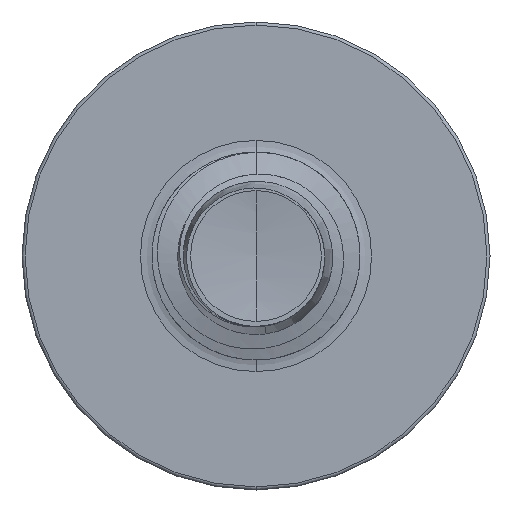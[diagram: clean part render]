
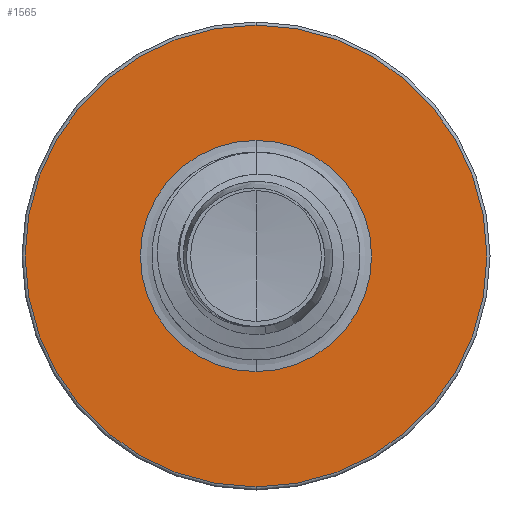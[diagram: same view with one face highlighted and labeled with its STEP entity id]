
A CAD part, front view. The second image highlights one B-rep face of the part: STEP entity #1565.
In plain terms, the highlighted planar face has unit normal (0, -1, 0).
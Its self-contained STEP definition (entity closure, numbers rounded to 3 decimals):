
#208 = CARTESIAN_POINT ( 'NONE',  ( 0., 2.25, -1.112 ) ) ;
#1087 = VERTEX_POINT ( 'NONE', #208 ) ;
#1161 = AXIS2_PLACEMENT_3D ( 'NONE', #4605, #4389, #4386 ) ;
#1565 = ADVANCED_FACE ( 'NONE', ( #8781, #6281 ), #4447, .F. ) ;
#3013 = CIRCLE ( 'NONE', #9418, 1.112 ) ;
#3168 = DIRECTION ( 'NONE',  ( 0., 0., 1. ) ) ;
#3173 = DIRECTION ( 'NONE',  ( 0., 1., 0. ) ) ;
#3194 = CARTESIAN_POINT ( 'NONE',  ( 0., 2.25, 0. ) ) ;
#3625 = EDGE_LOOP ( 'NONE', ( #5113, #8515 ) ) ;
#3992 = EDGE_CURVE ( 'NONE', #11393, #11233, #5633, .T. ) ;
#4172 = CARTESIAN_POINT ( 'NONE',  ( 0., 2.25, -2.22 ) ) ;
#4185 = DIRECTION ( 'NONE',  ( 0., 0., 1. ) ) ;
#4198 = DIRECTION ( 'NONE',  ( 0., 1., 0. ) ) ;
#4226 = CARTESIAN_POINT ( 'NONE',  ( 0., 2.25, 0. ) ) ;
#4386 = DIRECTION ( 'NONE',  ( 0., 0., 1. ) ) ;
#4389 = DIRECTION ( 'NONE',  ( 0., 1., 0. ) ) ;
#4447 = PLANE ( 'NONE',  #1161 ) ;
#4605 = CARTESIAN_POINT ( 'NONE',  ( 0., 2.25, -1.112 ) ) ;
#5113 = ORIENTED_EDGE ( 'NONE', *, *, #11797, .F. ) ;
#5430 = EDGE_CURVE ( 'NONE', #1087, #8625, #3013, .T. ) ;
#5633 = CIRCLE ( 'NONE', #12054, 2.22 ) ;
#6281 = FACE_BOUND ( 'NONE', #11224, .T. ) ;
#6814 = EDGE_CURVE ( 'NONE', #8625, #1087, #8408, .T. ) ;
#6858 = CARTESIAN_POINT ( 'NONE',  ( 0., 2.25, 2.22 ) ) ;
#6999 = DIRECTION ( 'NONE',  ( 0., 0., 1. ) ) ;
#7017 = DIRECTION ( 'NONE',  ( 0., 1., 0. ) ) ;
#7024 = CARTESIAN_POINT ( 'NONE',  ( 0., 2.25, 0. ) ) ;
#7360 = CARTESIAN_POINT ( 'NONE',  ( 0., 2.25, 1.112 ) ) ;
#7578 = AXIS2_PLACEMENT_3D ( 'NONE', #4226, #4198, #4185 ) ;
#8132 = AXIS2_PLACEMENT_3D ( 'NONE', #10721, #10706, #10700 ) ;
#8408 = CIRCLE ( 'NONE', #7578, 1.112 ) ;
#8515 = ORIENTED_EDGE ( 'NONE', *, *, #3992, .F. ) ;
#8625 = VERTEX_POINT ( 'NONE', #7360 ) ;
#8781 = FACE_OUTER_BOUND ( 'NONE', #3625, .T. ) ;
#9418 = AXIS2_PLACEMENT_3D ( 'NONE', #7024, #7017, #6999 ) ;
#10700 = DIRECTION ( 'NONE',  ( 0., 0., 1. ) ) ;
#10706 = DIRECTION ( 'NONE',  ( 0., 1., 0. ) ) ;
#10721 = CARTESIAN_POINT ( 'NONE',  ( 0., 2.25, 0. ) ) ;
#10929 = ORIENTED_EDGE ( 'NONE', *, *, #6814, .T. ) ;
#11224 = EDGE_LOOP ( 'NONE', ( #10929, #11886 ) ) ;
#11233 = VERTEX_POINT ( 'NONE', #6858 ) ;
#11393 = VERTEX_POINT ( 'NONE', #4172 ) ;
#11748 = CIRCLE ( 'NONE', #8132, 2.22 ) ;
#11797 = EDGE_CURVE ( 'NONE', #11233, #11393, #11748, .T. ) ;
#11886 = ORIENTED_EDGE ( 'NONE', *, *, #5430, .T. ) ;
#12054 = AXIS2_PLACEMENT_3D ( 'NONE', #3194, #3173, #3168 ) ;
